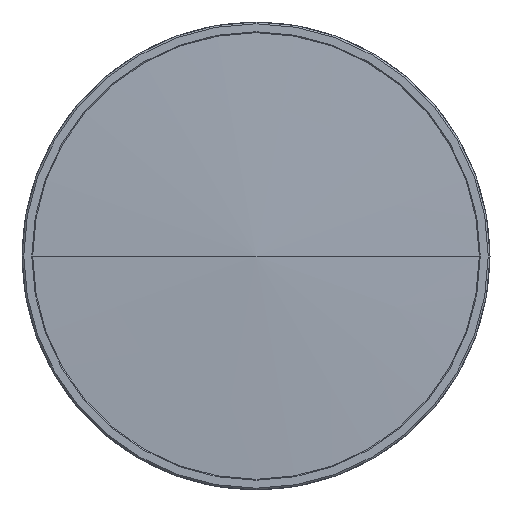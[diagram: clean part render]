
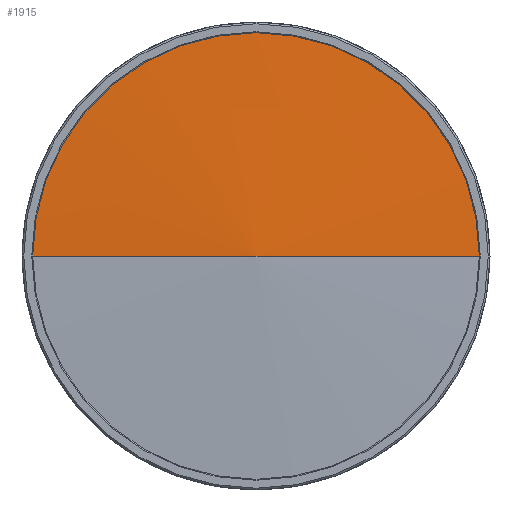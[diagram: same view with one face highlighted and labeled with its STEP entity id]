
A CAD part, left-side view. The second image highlights one B-rep face of the part: STEP entity #1915.
In plain terms, the highlighted conical face has half-angle 87.555 degrees and reference radius 23419.9 mm.
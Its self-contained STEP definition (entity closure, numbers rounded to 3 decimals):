
#94 = CARTESIAN_POINT ( 'NONE',  ( 5.297, 0., 0. ) ) ;
#382 = DIRECTION ( 'NONE',  ( 1., 0., 0. ) ) ;
#475 = ORIENTED_EDGE ( 'NONE', *, *, #6093, .F. ) ;
#768 = CARTESIAN_POINT ( 'NONE',  ( 0., 0., 0. ) ) ;
#876 = LINE ( 'NONE', #5724, #4266 ) ;
#925 = CARTESIAN_POINT ( 'NONE',  ( 1000., 0., 0. ) ) ;
#946 = CARTESIAN_POINT ( 'NONE',  ( 5.297, 124.05, 0. ) ) ;
#1118 = VECTOR ( 'NONE', #4065, 1000. ) ;
#1553 = CARTESIAN_POINT ( 'NONE',  ( 0., 0., 0. ) ) ;
#1617 = DIRECTION ( 'NONE',  ( 0., 0., -1. ) ) ;
#1915 = ADVANCED_FACE ( 'NONE', ( #6234 ), #6400, .T. ) ;
#1916 = LINE ( 'NONE', #1553, #1118 ) ;
#2365 = EDGE_CURVE ( 'NONE', #4070, #3781, #876, .T. ) ;
#2411 = DIRECTION ( 'NONE',  ( 0., 1., 0. ) ) ;
#3010 = CARTESIAN_POINT ( 'NONE',  ( 5.297, -124.05, 0. ) ) ;
#3421 = AXIS2_PLACEMENT_3D ( 'NONE', #925, #382, #2411 ) ;
#3736 = VERTEX_POINT ( 'NONE', #946 ) ;
#3781 = VERTEX_POINT ( 'NONE', #3010 ) ;
#3871 = EDGE_CURVE ( 'NONE', #4070, #3736, #1916, .T. ) ;
#4065 = DIRECTION ( 'NONE',  ( 0.043, 0.999, 0. ) ) ;
#4070 = VERTEX_POINT ( 'NONE', #768 ) ;
#4266 = VECTOR ( 'NONE', #6175, 1000. ) ;
#4414 = CIRCLE ( 'NONE', #5801, 124.05 ) ;
#4703 = DIRECTION ( 'NONE',  ( 1., 0., 0. ) ) ;
#5724 = CARTESIAN_POINT ( 'NONE',  ( 0., 0., 0. ) ) ;
#5801 = AXIS2_PLACEMENT_3D ( 'NONE', #94, #4703, #1617 ) ;
#6084 = ORIENTED_EDGE ( 'NONE', *, *, #3871, .F. ) ;
#6093 = EDGE_CURVE ( 'NONE', #3736, #3781, #4414, .T. ) ;
#6175 = DIRECTION ( 'NONE',  ( 0.043, -0.999, 0. ) ) ;
#6211 = EDGE_LOOP ( 'NONE', ( #6084, #6249, #475 ) ) ;
#6234 = FACE_OUTER_BOUND ( 'NONE', #6211, .T. ) ;
#6249 = ORIENTED_EDGE ( 'NONE', *, *, #2365, .T. ) ;
#6400 = CONICAL_SURFACE ( 'NONE', #3421, 23419.914, 1.528 ) ;
